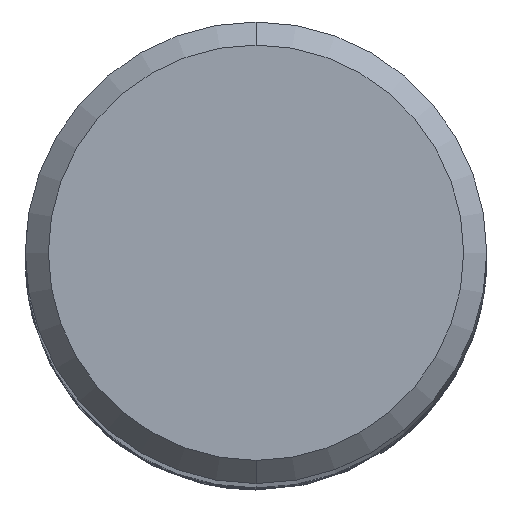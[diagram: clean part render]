
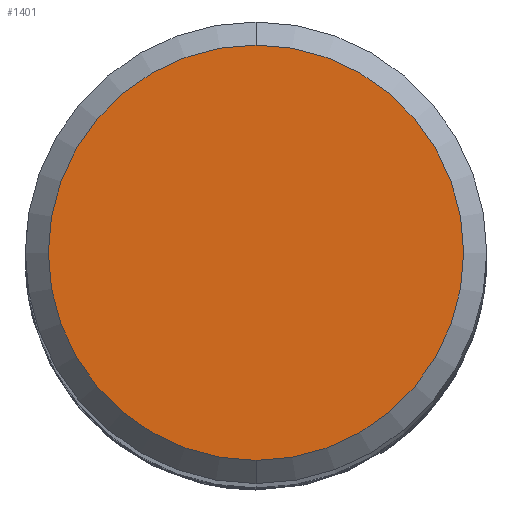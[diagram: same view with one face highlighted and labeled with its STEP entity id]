
A CAD part, top view. The second image highlights one B-rep face of the part: STEP entity #1401.
In plain terms, the highlighted planar face has unit normal (0, 0, 1).
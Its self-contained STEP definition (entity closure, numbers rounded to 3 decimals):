
#569=EDGE_CURVE('',#979,#713,#1560,.T.);
#713=VERTEX_POINT('',#1720);
#979=VERTEX_POINT('',#2008);
#1137=EDGE_CURVE('',#713,#979,#2183,.T.);
#1401=ADVANCED_FACE('',(#2468),#2469,.T.);
#1560=CIRCLE('',#3233,3.6);
#1720=CARTESIAN_POINT('',(0.,-3.6,0.0));
#2008=CARTESIAN_POINT('',(0.0,3.6,0.0));
#2183=CIRCLE('',#11120,3.6);
#2468=FACE_OUTER_BOUND('',#15603,.T.);
#2469=PLANE('',#15604);
#3233=AXIS2_PLACEMENT_3D('',#16539,#16540,#16541);
#11120=AXIS2_PLACEMENT_3D('',#17186,#17187,#17188);
#15603=EDGE_LOOP('',(#17431,#17432));
#15604=AXIS2_PLACEMENT_3D('',#17433,#17434,#17435);
#16539=CARTESIAN_POINT('',(0.0,0.0,0.0));
#16540=DIRECTION('',(0.0,0.0,-1.0));
#16541=DIRECTION('',(0.0,1.0,0.0));
#17186=CARTESIAN_POINT('',(0.0,0.0,0.0));
#17187=DIRECTION('',(0.0,0.0,-1.0));
#17188=DIRECTION('',(0.0,1.0,0.0));
#17431=ORIENTED_EDGE('',*,*,#569,.F.);
#17432=ORIENTED_EDGE('',*,*,#1137,.F.);
#17433=CARTESIAN_POINT('',(0.0,1.8,0.0));
#17434=DIRECTION('',(-0.0,0.0,1.0));
#17435=DIRECTION('',(0.0,-1.0,0.0));
